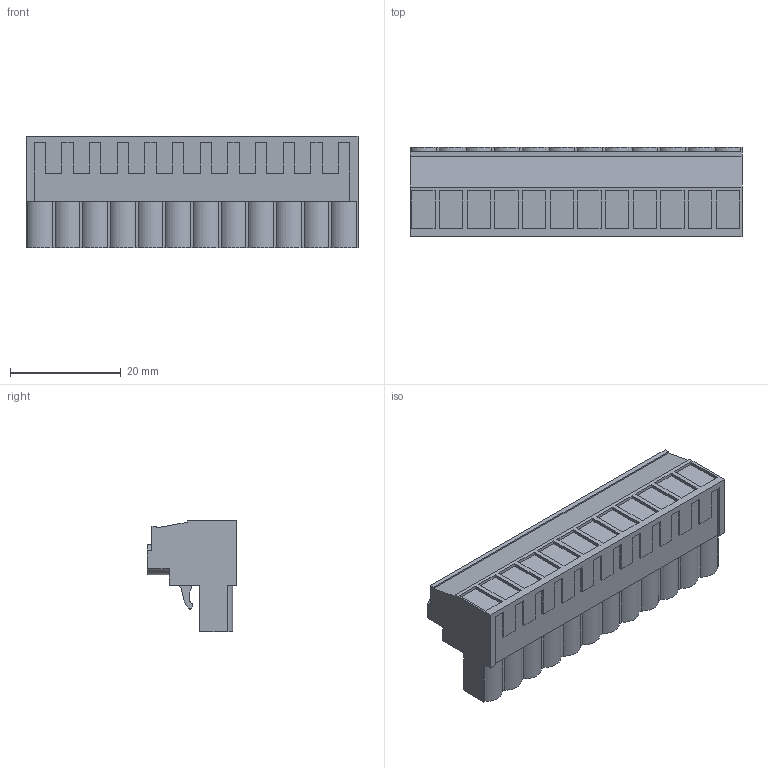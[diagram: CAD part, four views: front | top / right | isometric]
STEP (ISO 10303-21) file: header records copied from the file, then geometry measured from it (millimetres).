
FILE_DESCRIPTION(('CATIA V5 STEP Exchange','CAx-IF Rec.Pracs.--- Model Styling and Organization---1.2---2011-12-15'),'2;1');
FILE_NAME ('D1460303_0_1954390000_1954390000.stp','2017-05-25T06:38:00+00:00',('none'),('Weidmueller'),'CATIA Version 5-6 Release 2014','CATIA V5 STEP AP214','none');
FILE_SCHEMA(('AUTOMOTIVE_DESIGN { 1 0 10303 214 1 1 1 1 }'));
Length unit declared in the file: millimetre
Products named in the file (1): 1954390000
Bounding box: 60 x 16.1 x 20.1 mm (x, y, z)
Volume: 11911 mm3; surface area: 6528.9 mm2
Topology: 13 solids, 13 shells, 768 faces, 2188 edges, 1494 vertices
Faces by surface type: plane 628, cylinder 140
Entity records: 23472 total; most frequent: CARTESIAN_POINT 4463, ORIENTED_EDGE 4376, DIRECTION 3146, EDGE_CURVE 2188, VECTOR 1836, LINE 1836, VERTEX_POINT 1494, EDGE_LOOP 816
